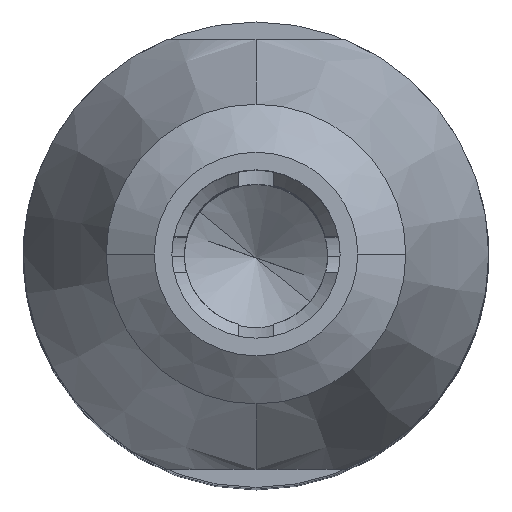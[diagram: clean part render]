
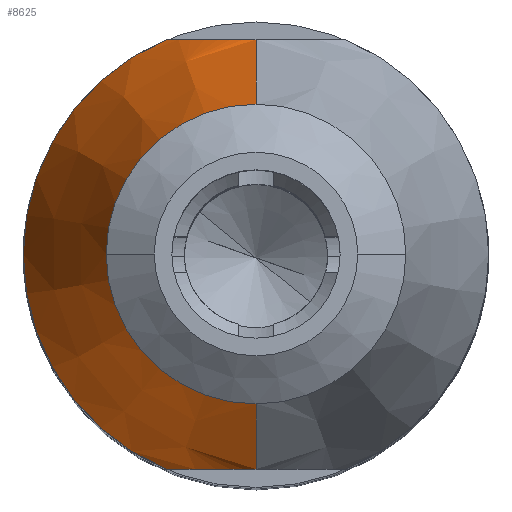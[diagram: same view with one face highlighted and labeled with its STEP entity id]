
A CAD part, top view. The second image highlights one B-rep face of the part: STEP entity #8625.
In plain terms, the highlighted conical face has half-angle 20 degrees and reference radius 5.343 mm.
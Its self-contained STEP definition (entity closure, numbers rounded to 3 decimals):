
#504 = DIRECTION ( 'NONE',  ( 0., -1., 0. ) ) ;
#8132 = VECTOR ( 'NONE', #56537, 1000. ) ;
#8625 = ADVANCED_FACE ( 'NONE', ( #47983 ), #34072, .T. ) ;
#11290 = ORIENTED_EDGE ( 'NONE', *, *, #94754, .F. ) ;
#12321 = EDGE_LOOP ( 'NONE', ( #14214, #139704, #110667, #192905, #92138, #151739, #11290 ) ) ;
#14214 = ORIENTED_EDGE ( 'NONE', *, *, #81326, .T. ) ;
#20348 = LINE ( 'NONE', #51035, #100639 ) ;
#21636 = CARTESIAN_POINT ( 'NONE',  ( -0.393, -6., 5.374 ) ) ;
#21974 = CARTESIAN_POINT ( 'NONE',  ( -1.613, -6., 4.791 ) ) ;
#22949 = CARTESIAN_POINT ( 'NONE',  ( -2.053, -6., 4.445 ) ) ;
#23736 = VERTEX_POINT ( 'NONE', #147144 ) ;
#23934 = CARTESIAN_POINT ( 'NONE',  ( -1.27, -6., 5.009 ) ) ;
#26492 = VERTEX_POINT ( 'NONE', #113833 ) ;
#26718 = DIRECTION ( 'NONE',  ( 1., 0., 0. ) ) ;
#28269 = CARTESIAN_POINT ( 'NONE',  ( 0., 0., 7.18 ) ) ;
#29984 = EDGE_CURVE ( 'NONE', #83112, #48841, #176440, .T. ) ;
#31529 = EDGE_CURVE ( 'NONE', #23736, #83112, #159863, .T. ) ;
#34072 = CONICAL_SURFACE ( 'NONE', #173235, 5.343, 0.349 ) ;
#39508 = CARTESIAN_POINT ( 'NONE',  ( 0., 0., 10.36 ) ) ;
#40419 = CARTESIAN_POINT ( 'NONE',  ( -1.613, 6., 4.83 ) ) ;
#41562 = DIRECTION ( 'NONE',  ( 0., 0., -1. ) ) ;
#43338 = CARTESIAN_POINT ( 'NONE',  ( -1.161, 6., 5.068 ) ) ;
#43731 = EDGE_CURVE ( 'NONE', #48841, #111236, #94349, .T. ) ;
#47983 = FACE_OUTER_BOUND ( 'NONE', #12321, .T. ) ;
#48841 = VERTEX_POINT ( 'NONE', #127083 ) ;
#51035 = CARTESIAN_POINT ( 'NONE',  ( 0., -5.343, 7.18 ) ) ;
#52791 = CARTESIAN_POINT ( 'NONE',  ( -2.5, -6., 4. ) ) ;
#52992 = DIRECTION ( 'NONE',  ( 0., -0.342, -0.94 ) ) ;
#56266 = CARTESIAN_POINT ( 'NONE',  ( -0.781, 6., 5.237 ) ) ;
#56537 = DIRECTION ( 'NONE',  ( 0., 0.342, -0.94 ) ) ;
#58216 = CARTESIAN_POINT ( 'NONE',  ( -1.002, 6., 5.147 ) ) ;
#60330 = CARTESIAN_POINT ( 'NONE',  ( -2.5, 6., 4. ) ) ;
#63336 = AXIS2_PLACEMENT_3D ( 'NONE', #133670, #41562, #26718 ) ;
#68517 = CARTESIAN_POINT ( 'NONE',  ( -1.448, -6., 4.901 ) ) ;
#70967 = B_SPLINE_CURVE_WITH_KNOTS ( 'NONE', 3,
 ( #114040, #159646, #22949, #144786, #21974, #68517, #128933, #23934, #190361, #175499, #138596, #187094, #21636, #127616 ),
 .UNSPECIFIED., .F., .F.,
 ( 4, 2, 2, 1, 1, 2, 2, 4 ),
 ( 0., 0.25, 0.375, 0.437, 0.469, 0.484, 0.5, 1. ),
 .UNSPECIFIED. ) ;
#73191 = CARTESIAN_POINT ( 'NONE',  ( 0., -6., 5.374 ) ) ;
#73995 = CIRCLE ( 'NONE', #181531, 6.5 ) ;
#81326 = EDGE_CURVE ( 'NONE', #26492, #23736, #196128, .T. ) ;
#82515 = VERTEX_POINT ( 'NONE', #73191 ) ;
#83112 = VERTEX_POINT ( 'NONE', #145582 ) ;
#86958 = CARTESIAN_POINT ( 'NONE',  ( -1.125, 6., 5.087 ) ) ;
#87416 = DIRECTION ( 'NONE',  ( -0.385, -0.923, 0. ) ) ;
#87937 = CARTESIAN_POINT ( 'NONE',  ( -1.088, 6., 5.105 ) ) ;
#88671 = DIRECTION ( 'NONE',  ( 0., 0., -1. ) ) ;
#92138 = ORIENTED_EDGE ( 'NONE', *, *, #121545, .F. ) ;
#94349 = B_SPLINE_CURVE_WITH_KNOTS ( 'NONE', 3,
 ( #107406, #163265, #101801, #164236, #56266, #167880, #58216, #87937, #86958, #122263, #43338, #40419, #182763, #100830 ),
 .UNSPECIFIED., .F., .F.,
 ( 4, 2, 2, 1, 1, 2, 2, 4 ),
 ( 0., 0.25, 0.375, 0.437, 0.469, 0.484, 0.5, 1. ),
 .UNSPECIFIED. ) ;
#94754 = EDGE_CURVE ( 'NONE', #26492, #82515, #20348, .T. ) ;
#100639 = VECTOR ( 'NONE', #52992, 1000. ) ;
#100830 = CARTESIAN_POINT ( 'NONE',  ( -2.5, 6., 4. ) ) ;
#101801 = CARTESIAN_POINT ( 'NONE',  ( -0.391, 6., 5.348 ) ) ;
#107406 = CARTESIAN_POINT ( 'NONE',  ( 0., 6., 5.374 ) ) ;
#110667 = ORIENTED_EDGE ( 'NONE', *, *, #29984, .T. ) ;
#111236 = VERTEX_POINT ( 'NONE', #60330 ) ;
#113833 = CARTESIAN_POINT ( 'NONE',  ( 0., -4.185, 10.36 ) ) ;
#114040 = CARTESIAN_POINT ( 'NONE',  ( -2.5, -6., 4. ) ) ;
#114766 = DIRECTION ( 'NONE',  ( 0., 0., -1. ) ) ;
#118871 = CARTESIAN_POINT ( 'NONE',  ( 0., 5.343, 7.18 ) ) ;
#121411 = EDGE_CURVE ( 'NONE', #144822, #82515, #70967, .T. ) ;
#121545 = EDGE_CURVE ( 'NONE', #144822, #111236, #73995, .T. ) ;
#122263 = CARTESIAN_POINT ( 'NONE',  ( -1.15, 6., 5.074 ) ) ;
#127083 = CARTESIAN_POINT ( 'NONE',  ( 0., 6., 5.374 ) ) ;
#127616 = CARTESIAN_POINT ( 'NONE',  ( 0., -6., 5.374 ) ) ;
#128933 = CARTESIAN_POINT ( 'NONE',  ( -1.366, -6., 4.953 ) ) ;
#133670 = CARTESIAN_POINT ( 'NONE',  ( 0., 0., 10.36 ) ) ;
#138596 = CARTESIAN_POINT ( 'NONE',  ( -1.187, -6., 5.055 ) ) ;
#139704 = ORIENTED_EDGE ( 'NONE', *, *, #31529, .T. ) ;
#142570 = DIRECTION ( 'NONE',  ( 1., 0., 0. ) ) ;
#144786 = CARTESIAN_POINT ( 'NONE',  ( -1.722, -6., 4.711 ) ) ;
#144822 = VERTEX_POINT ( 'NONE', #52791 ) ;
#145582 = CARTESIAN_POINT ( 'NONE',  ( 0., 4.185, 10.36 ) ) ;
#147144 = CARTESIAN_POINT ( 'NONE',  ( -4.185, 0., 10.36 ) ) ;
#151739 = ORIENTED_EDGE ( 'NONE', *, *, #121411, .T. ) ;
#159646 = CARTESIAN_POINT ( 'NONE',  ( -2.275, -6., 4.238 ) ) ;
#159863 = CIRCLE ( 'NONE', #185188, 4.185 ) ;
#160772 = DIRECTION ( 'NONE',  ( 0., 0., -1. ) ) ;
#163265 = CARTESIAN_POINT ( 'NONE',  ( -0.196, 6., 5.374 ) ) ;
#164236 = CARTESIAN_POINT ( 'NONE',  ( -0.684, 6., 5.269 ) ) ;
#167880 = CARTESIAN_POINT ( 'NONE',  ( -0.928, 6., 5.178 ) ) ;
#173235 = AXIS2_PLACEMENT_3D ( 'NONE', #28269, #88671, #504 ) ;
#175499 = CARTESIAN_POINT ( 'NONE',  ( -1.202, -6., 5.046 ) ) ;
#176440 = LINE ( 'NONE', #118871, #8132 ) ;
#178579 = CARTESIAN_POINT ( 'NONE',  ( 0., 0., 4. ) ) ;
#181531 = AXIS2_PLACEMENT_3D ( 'NONE', #178579, #160772, #87416 ) ;
#182763 = CARTESIAN_POINT ( 'NONE',  ( -2.05, 6., 4.476 ) ) ;
#185188 = AXIS2_PLACEMENT_3D ( 'NONE', #39508, #114766, #142570 ) ;
#187094 = CARTESIAN_POINT ( 'NONE',  ( -0.779, -6., 5.269 ) ) ;
#190361 = CARTESIAN_POINT ( 'NONE',  ( -1.229, -6., 5.031 ) ) ;
#192905 = ORIENTED_EDGE ( 'NONE', *, *, #43731, .T. ) ;
#196128 = CIRCLE ( 'NONE', #63336, 4.185 ) ;
